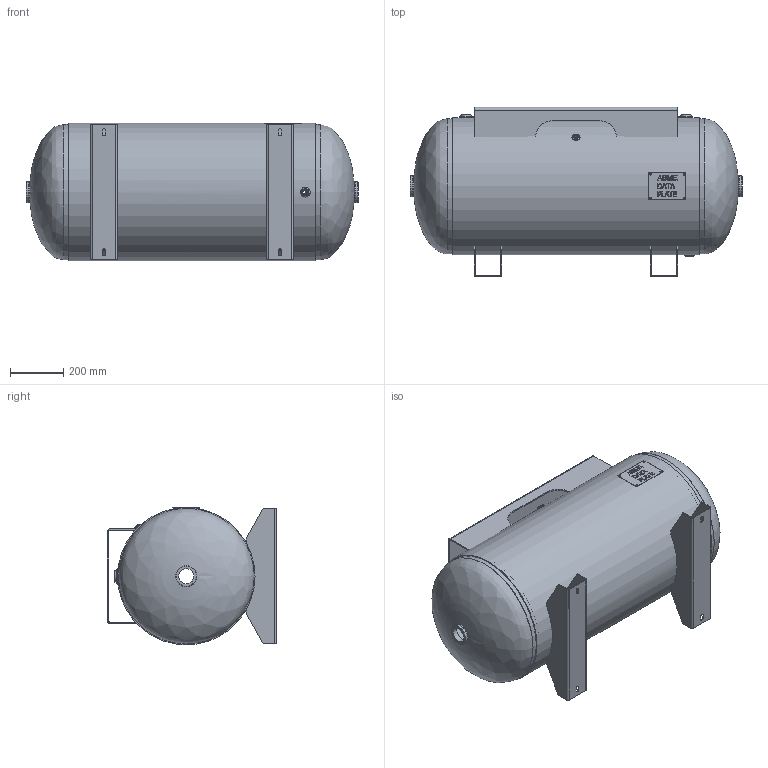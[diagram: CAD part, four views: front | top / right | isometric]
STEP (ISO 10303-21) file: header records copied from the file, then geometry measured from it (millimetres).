
FILE_DESCRIPTION(/* description */ ('20 X 48 200# HORZ ASME STOCK 60 GAL W/CHNLS & TPLT'),/* implementation_level */ '2;1');
FILE_NAME(/* name */ 'SPVG_A10030.stp',/* time_stamp */ '2020-10-09T12:53:12-05:00',/* author */ ('kim.thoune'),/* organization */ (''),/* preprocessor_version */ 'ST-DEVELOPER v17.2',/* originating_system */ 'Autodesk Inventor 2019',/* authorisation */ '');
FILE_SCHEMA (('AUTOMOTIVE_DESIGN { 1 0 10303 214 3 1 1 }'));
Length unit declared in the file: inch
Products named in the file (15): A10030; A10030-1; A10030-2; 910-800; A10030-3; 910-800_1; F102000; F100250; F100500; F100750; 60-140; 64-053; F101000; S100046; S109145
Assembly tree (17 placements, depth 3):
  A10030
    A10030-1
    A10030-2
      910-800
    A10030-3
      910-800_1
    F102000  x2
    F100250
    F100500
    F100750  x2
    60-140
      64-053
    F101000
    S100046
    S109145  x2
Bounding box: 1246.17 x 635 x 517.14 mm (x, y, z)
Volume: 10828157.3 mm3; surface area: 5725444 mm2
Topology: 14 solids, 14 shells, 403 faces, 1098 edges, 747 vertices
Faces by surface type: plane 244, cylinder 81, bspline 39, torus 28, cone 11
Full cylindrical faces by diameter (mm): 6.35 x4, 11.455 x1, 18.644 x1, 26.987 x2, 30.302 x1, 31.75 x1, 36.512 x2, 36.909 x2, 43.256 x1, 44.45 x1, 46.037 x1, 52.387 x2, 56.667 x2, 60.325 x1, 68.263 x2, 76.2 x1, 79.383 x2, 501.701 x2, 508 x3, 515.925 x1
Entity records: 13548 total; most frequent: CARTESIAN_POINT 3961, ORIENTED_EDGE 1912, DIRECTION 1792, EDGE_CURVE 956, VERTEX_POINT 649, LINE 630, VECTOR 630, AXIS2_PLACEMENT_3D 581
